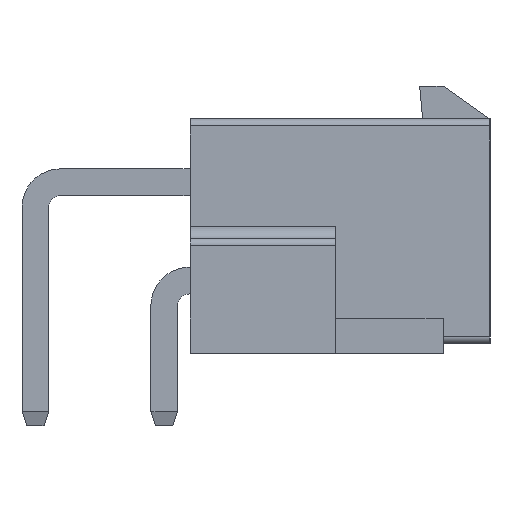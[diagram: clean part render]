
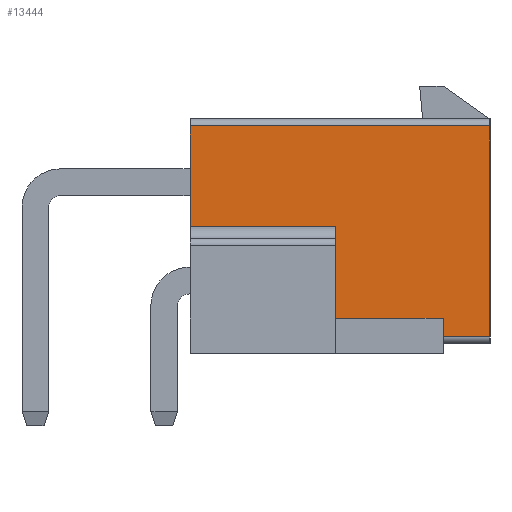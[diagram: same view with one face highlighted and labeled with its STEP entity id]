
A CAD part, left-side view. The second image highlights one B-rep face of the part: STEP entity #13444.
In plain terms, the highlighted planar face has unit normal (-1, 0, 0).
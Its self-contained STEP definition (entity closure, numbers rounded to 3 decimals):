
#12948=CARTESIAN_POINT('',(-21.6,0.,4.5));
#12949=VERTEX_POINT('',#12948);
#12957=CARTESIAN_POINT('',(-21.6,0.,-4.5));
#12958=VERTEX_POINT('',#12957);
#12959=CARTESIAN_POINT('',(-21.6,0.,4.5));
#12960=DIRECTION('',(0.,0.,-1.));
#12961=VECTOR('',#12960,9.);
#12962=LINE('',#12959,#12961);
#12963=EDGE_CURVE('',#12949,#12958,#12962,.T.);
#13154=CARTESIAN_POINT('',(-21.6,12.8,4.5));
#13155=VERTEX_POINT('',#13154);
#13163=CARTESIAN_POINT('',(-21.6,12.8,4.5));
#13164=DIRECTION('',(0.,-1.,0.));
#13165=VECTOR('',#13164,12.8);
#13166=LINE('',#13163,#13165);
#13167=EDGE_CURVE('',#13155,#12949,#13166,.T.);
#13389=CARTESIAN_POINT('',(-21.6,6.4,0.));
#13390=DIRECTION('',(0.,-1.,0.));
#13391=DIRECTION('',(-1.,0.,0.));
#13392=AXIS2_PLACEMENT_3D('',#13389,#13391,#13390);
#13393=PLANE('',#13392);
#13394=CARTESIAN_POINT('',(-21.6,12.8,0.2));
#13395=VERTEX_POINT('',#13394);
#13396=CARTESIAN_POINT('',(-21.6,12.8,4.5));
#13397=DIRECTION('',(0.,0.,-1.));
#13398=VECTOR('',#13397,4.3);
#13399=LINE('',#13396,#13398);
#13400=EDGE_CURVE('',#13155,#13395,#13399,.T.);
#13401=ORIENTED_EDGE('',*,*,#13400,.T.);
#13402=CARTESIAN_POINT('',(-21.6,6.6,0.2));
#13403=VERTEX_POINT('',#13402);
#13404=CARTESIAN_POINT('',(-21.6,12.8,0.2));
#13405=DIRECTION('',(0.,-1.,0.));
#13406=VECTOR('',#13405,6.2);
#13407=LINE('',#13404,#13406);
#13408=EDGE_CURVE('',#13395,#13403,#13407,.T.);
#13409=ORIENTED_EDGE('',*,*,#13408,.T.);
#13410=CARTESIAN_POINT('',(-21.6,6.6,-3.7));
#13411=VERTEX_POINT('',#13410);
#13412=CARTESIAN_POINT('',(-21.6,6.6,0.2));
#13413=DIRECTION('',(0.,0.,-1.));
#13414=VECTOR('',#13413,3.9);
#13415=LINE('',#13412,#13414);
#13416=EDGE_CURVE('',#13403,#13411,#13415,.T.);
#13417=ORIENTED_EDGE('',*,*,#13416,.T.);
#13418=CARTESIAN_POINT('',(-21.6,2.,-3.7));
#13419=VERTEX_POINT('',#13418);
#13420=CARTESIAN_POINT('',(-21.6,6.6,-3.7));
#13421=DIRECTION('',(0.,-1.,0.));
#13422=VECTOR('',#13421,4.6);
#13423=LINE('',#13420,#13422);
#13424=EDGE_CURVE('',#13411,#13419,#13423,.T.);
#13425=ORIENTED_EDGE('',*,*,#13424,.T.);
#13426=CARTESIAN_POINT('',(-21.6,2.,-4.5));
#13427=VERTEX_POINT('',#13426);
#13428=CARTESIAN_POINT('',(-21.6,2.,-3.7));
#13429=DIRECTION('',(0.,0.,-1.));
#13430=VECTOR('',#13429,0.8);
#13431=LINE('',#13428,#13430);
#13432=EDGE_CURVE('',#13419,#13427,#13431,.T.);
#13433=ORIENTED_EDGE('',*,*,#13432,.T.);
#13434=CARTESIAN_POINT('',(-21.6,2.,-4.5));
#13435=DIRECTION('',(0.,-1.,0.));
#13436=VECTOR('',#13435,2.);
#13437=LINE('',#13434,#13436);
#13438=EDGE_CURVE('',#13427,#12958,#13437,.T.);
#13439=ORIENTED_EDGE('',*,*,#13438,.T.);
#13440=ORIENTED_EDGE('',*,*,#12963,.F.);
#13441=ORIENTED_EDGE('',*,*,#13167,.F.);
#13442=EDGE_LOOP('',(#13401,#13409,#13417,#13425,#13433,#13439,#13440,#13441));
#13443=FACE_OUTER_BOUND('',#13442,.T.);
#13444=ADVANCED_FACE('',(#13443),#13393,.T.);
